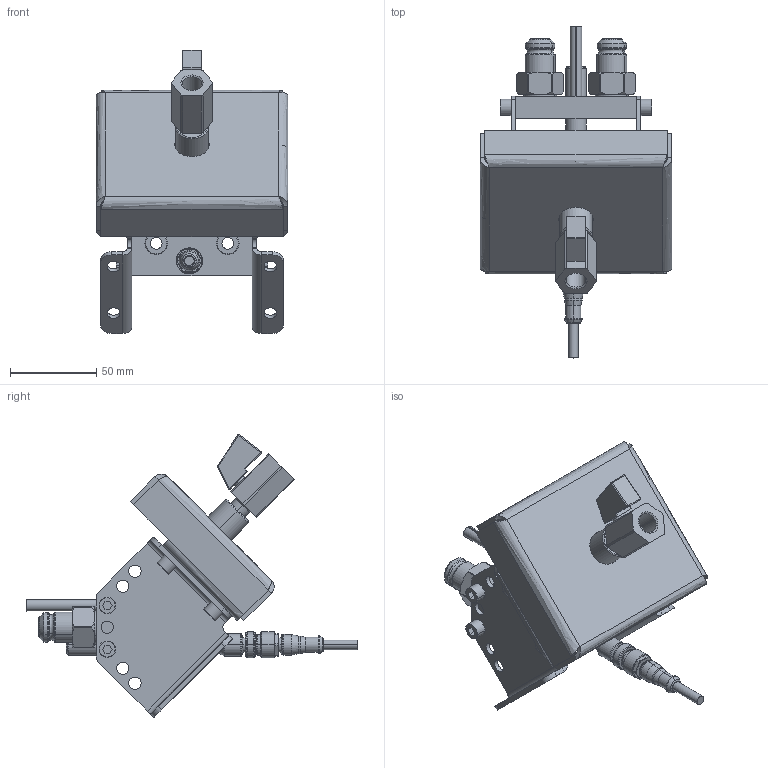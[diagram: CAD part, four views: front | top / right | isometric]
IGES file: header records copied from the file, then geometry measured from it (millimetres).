
Start section:  PTC IGES file: ilc56000802.igs
Global section: file name: ilc56000802.igs; native system: Creo Parametric by Parametric Technology Corporation; preprocessor: 2013320; author: maj; organization: Unknown; date: 20170504.151701; units: inch
Bounding box: 111.02 x 191.98 x 163.72 mm (x, y, z)
Surface area: 100888 mm2 (no closed solid volume)
Topology: 0 solids, 0 shells, 742 faces, 5023 edges, 6387 vertices
Faces by surface type: revolution 448, bspline 294
